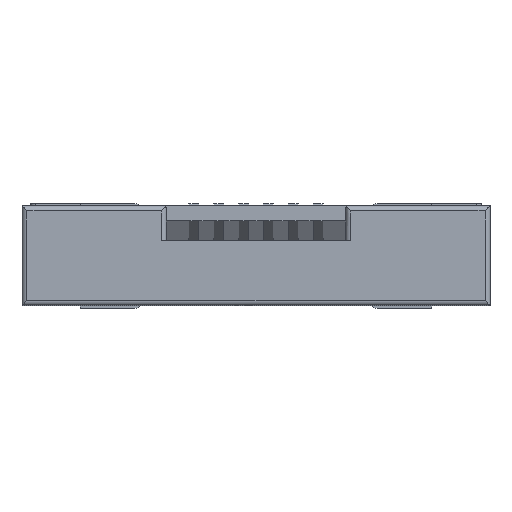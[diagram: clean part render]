
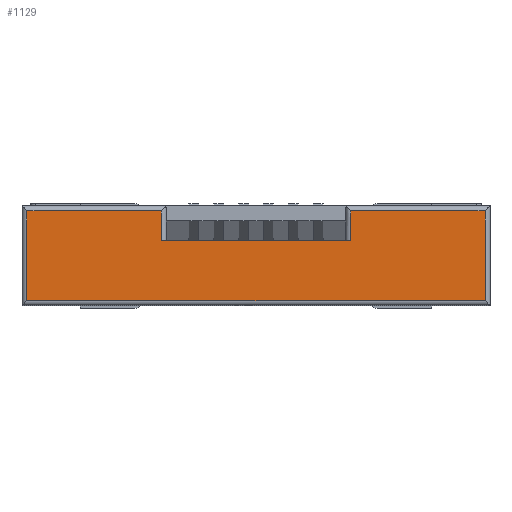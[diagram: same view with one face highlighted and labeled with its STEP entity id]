
A CAD part, top view. The second image highlights one B-rep face of the part: STEP entity #1129.
In plain terms, the highlighted planar face has unit normal (0, 0, 1).
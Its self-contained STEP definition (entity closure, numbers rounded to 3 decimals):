
#1129 = ADVANCED_FACE( '', ( #2183 ), #2184, .F. );
#2183 = FACE_OUTER_BOUND( '', #3210, .T. );
#2184 = PLANE( '', #3211 );
#3210 = EDGE_LOOP( '', ( #6388, #6389, #6390, #6391, #6392, #6393, #6394, #6395 ) );
#3211 = AXIS2_PLACEMENT_3D( '', #6396, #6397, #6398 );
#6388 = ORIENTED_EDGE( '', *, *, #7215, .T. );
#6389 = ORIENTED_EDGE( '', *, *, #6782, .F. );
#6390 = ORIENTED_EDGE( '', *, *, #7803, .T. );
#6391 = ORIENTED_EDGE( '', *, *, #7525, .T. );
#6392 = ORIENTED_EDGE( '', *, *, #6904, .T. );
#6393 = ORIENTED_EDGE( '', *, *, #7062, .T. );
#6394 = ORIENTED_EDGE( '', *, *, #7337, .T. );
#6395 = ORIENTED_EDGE( '', *, *, #6918, .T. );
#6396 = CARTESIAN_POINT( '', ( 0., 0., 0.65 ) );
#6397 = DIRECTION( '', ( 0., 0., -1. ) );
#6398 = DIRECTION( '', ( -1., 0., 0. ) );
#6782 = EDGE_CURVE( '', #8232, #8233, #8234, .T. );
#6904 = EDGE_CURVE( '', #8448, #8446, #8449, .F. );
#6918 = EDGE_CURVE( '', #8471, #8469, #8472, .F. );
#7062 = EDGE_CURVE( '', #8446, #8710, #8712, .F. );
#7215 = EDGE_CURVE( '', #8469, #8233, #8959, .F. );
#7337 = EDGE_CURVE( '', #8710, #8471, #9141, .F. );
#7525 = EDGE_CURVE( '', #9419, #8448, #9420, .F. );
#7803 = EDGE_CURVE( '', #8232, #9419, #9788, .F. );
#8232 = VERTEX_POINT( '', #10338 );
#8233 = VERTEX_POINT( '', #10339 );
#8234 = LINE( '', #10340, #10341 );
#8446 = VERTEX_POINT( '', #10640 );
#8448 = VERTEX_POINT( '', #10642 );
#8449 = LINE( '', #10643, #10644 );
#8469 = VERTEX_POINT( '', #10672 );
#8471 = VERTEX_POINT( '', #10674 );
#8472 = LINE( '', #10675, #10676 );
#8710 = VERTEX_POINT( '', #11020 );
#8712 = LINE( '', #11022, #11023 );
#8959 = LINE( '', #11384, #11385 );
#9141 = LINE( '', #11656, #11657 );
#9419 = VERTEX_POINT( '', #12074 );
#9420 = LINE( '', #12075, #12076 );
#9788 = LINE( '', #12637, #12638 );
#10338 = CARTESIAN_POINT( '', ( -1.9, 0.3, 0.65 ) );
#10339 = CARTESIAN_POINT( '', ( 1.9, 0.3, 0.65 ) );
#10340 = CARTESIAN_POINT( '', ( -1.8, 0.3, 0.65 ) );
#10341 = VECTOR( '', #13041, 1000. );
#10640 = CARTESIAN_POINT( '', ( -4.6, -0.9, 0.65 ) );
#10642 = CARTESIAN_POINT( '', ( -4.6, 0.9, 0.65 ) );
#10643 = CARTESIAN_POINT( '', ( -4.6, -1., 0.65 ) );
#10644 = VECTOR( '', #13165, 1000. );
#10672 = CARTESIAN_POINT( '', ( 1.9, 0.9, 0.65 ) );
#10674 = CARTESIAN_POINT( '', ( 4.6, 0.9, 0.65 ) );
#10675 = CARTESIAN_POINT( '', ( 1.8, 0.9, 0.65 ) );
#10676 = VECTOR( '', #13180, 1000. );
#11020 = CARTESIAN_POINT( '', ( 4.6, -0.9, 0.65 ) );
#11022 = CARTESIAN_POINT( '', ( 4.7, -0.9, 0.65 ) );
#11023 = VECTOR( '', #13329, 1000. );
#11384 = CARTESIAN_POINT( '', ( 1.9, 0.3, 0.65 ) );
#11385 = VECTOR( '', #13468, 1000. );
#11656 = CARTESIAN_POINT( '', ( 4.6, 1., 0.65 ) );
#11657 = VECTOR( '', #13576, 1000. );
#12074 = CARTESIAN_POINT( '', ( -1.9, 0.9, 0.65 ) );
#12075 = CARTESIAN_POINT( '', ( -4.7, 0.9, 0.65 ) );
#12076 = VECTOR( '', #13743, 1000. );
#12637 = CARTESIAN_POINT( '', ( -1.9, 1., 0.65 ) );
#12638 = VECTOR( '', #13970, 1000. );
#13041 = DIRECTION( '', ( 1., 0., 0. ) );
#13165 = DIRECTION( '', ( 0., 1., 0. ) );
#13180 = DIRECTION( '', ( 1., 0., 0. ) );
#13329 = DIRECTION( '', ( -1., 0., 0. ) );
#13468 = DIRECTION( '', ( 0., 1., 0. ) );
#13576 = DIRECTION( '', ( 0., -1., 0. ) );
#13743 = DIRECTION( '', ( 1., 0., 0. ) );
#13970 = DIRECTION( '', ( 0., -1., 0. ) );
